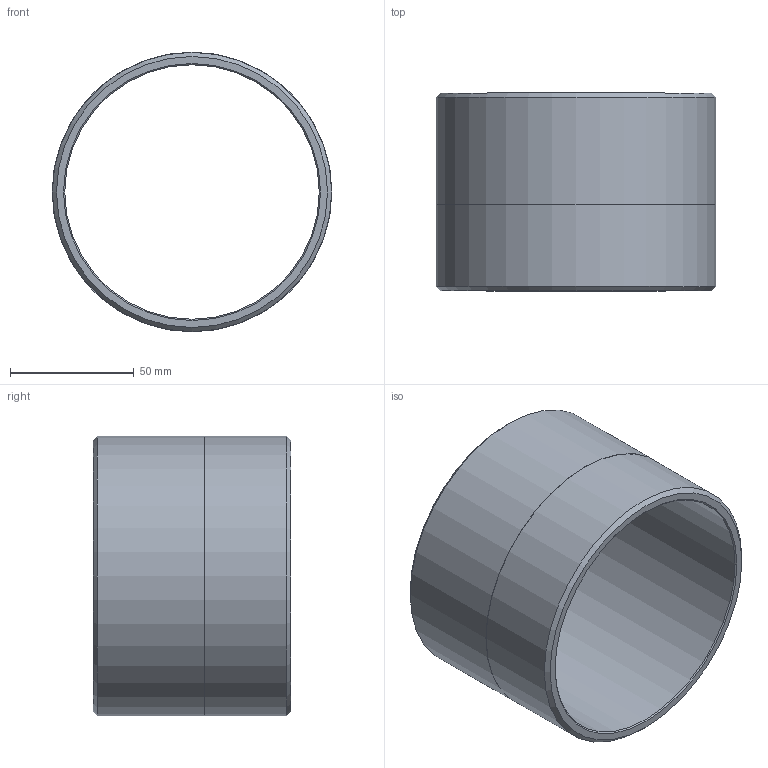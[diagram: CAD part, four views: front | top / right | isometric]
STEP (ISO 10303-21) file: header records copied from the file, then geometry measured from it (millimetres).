
FILE_DESCRIPTION(/* description */ (''),/* implementation_level */ '2;1');
FILE_NAME(/* name */ 'KI-308-100 Aschl.stp',/* time_stamp */ '2016-06-01T16:08:44+02:00',/* author */ ('hochmair'),/* organization */ (''),/* preprocessor_version */ 'ST-DEVELOPER v15.6',/* originating_system */ 'Autodesk Inventor 2015',/* authorisation */ '');
FILE_SCHEMA (('AUTOMOTIVE_DESIGN { 1 0 10303 214 3 1 1 }'));
Length unit declared in the file: millimetre
Products named in the file (1): TB06215805
Bounding box: 113.23 x 80 x 113.23 mm (x, y, z)
Volume: 136677.6 mm3; surface area: 56905 mm2
Topology: 1 solids, 1 shells, 10 faces, 17 edges, 10 vertices
Faces by surface type: cone 4, cylinder 3, plane 3
Full cylindrical faces by diameter (mm): 103 x1, 113.03 x1, 113.23 x1
Entity records: 239 total; most frequent: DIRECTION 42, CARTESIAN_POINT 31, AXIS2_PLACEMENT_3D 21, EDGE_LOOP 20, ORIENTED_EDGE 20, FACE_BOUND 10, FACE_OUTER_BOUND 10, CIRCLE 10
